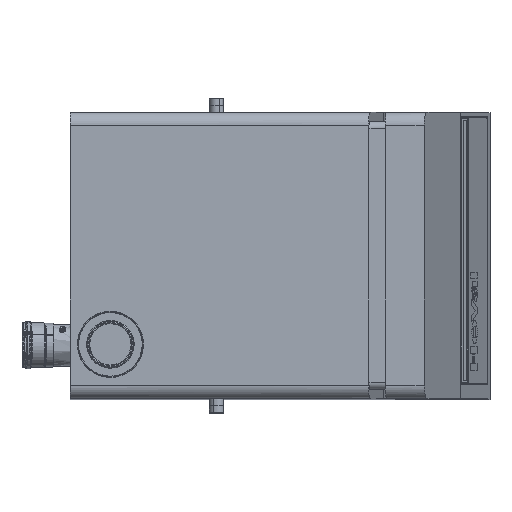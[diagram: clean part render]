
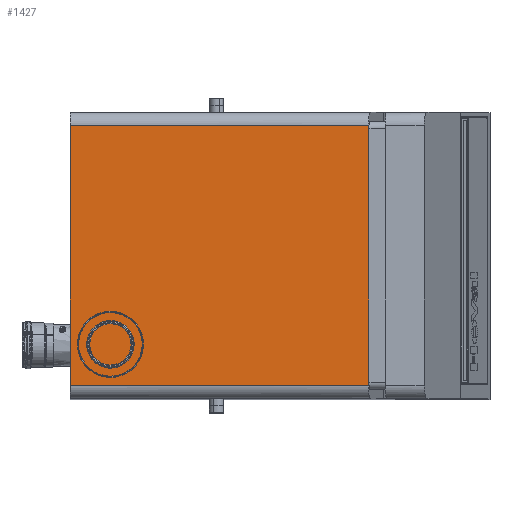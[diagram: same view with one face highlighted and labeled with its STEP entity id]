
A CAD part, top view. The second image highlights one B-rep face of the part: STEP entity #1427.
In plain terms, the highlighted planar face has unit normal (0, 0, 1).
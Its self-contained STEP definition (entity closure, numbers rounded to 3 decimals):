
#1368=CARTESIAN_POINT('Vertex',(-77.357,-306.5,1685.)) ;
#1371=CARTESIAN_POINT('Line Origine',(-361.856,-306.5,1685.)) ;
#1375=CARTESIAN_POINT('Vertex',(-781.,-306.5,1685.)) ;
#1397=CARTESIAN_POINT('Axis2P3D Location',(-77.357,0.,1685.)) ;
#1402=CARTESIAN_POINT('Line Origine',(-429.179,306.5,1685.)) ;
#1406=CARTESIAN_POINT('Vertex',(-781.,306.5,1685.)) ;
#1408=CARTESIAN_POINT('Vertex',(-77.357,306.5,1685.)) ;
#1411=CARTESIAN_POINT('Line Origine',(-781.,0.,1685.)) ;
#1416=CARTESIAN_POINT('Line Origine',(-77.357,0.,1685.)) ;
#1372=DIRECTION('Vector Direction',(-1.,0.,0.)) ;
#1398=DIRECTION('Axis2P3D Direction',(0.,0.,-1.)) ;
#1399=DIRECTION('Axis2P3D XDirection',(-1.,0.,0.)) ;
#1403=DIRECTION('Vector Direction',(-1.,0.,0.)) ;
#1412=DIRECTION('Vector Direction',(0.,1.,0.)) ;
#1417=DIRECTION('Vector Direction',(0.,1.,0.)) ;
#1400=AXIS2_PLACEMENT_3D('Plane Axis2P3D',#1397,#1398,#1399) ;
#1422=ORIENTED_EDGE('',*,*,#1410,.F.) ;
#1423=ORIENTED_EDGE('',*,*,#1415,.F.) ;
#1424=ORIENTED_EDGE('',*,*,#1377,.T.) ;
#1425=ORIENTED_EDGE('',*,*,#1420,.T.) ;
#1373=VECTOR('Line Direction',#1372,1.) ;
#1404=VECTOR('Line Direction',#1403,1.) ;
#1413=VECTOR('Line Direction',#1412,1.) ;
#1418=VECTOR('Line Direction',#1417,1.) ;
#1427=ADVANCED_FACE('K\X2\00F6\X0\rper.2',(#1426),#1401,.F.) ;
#1377=EDGE_CURVE('',#1376,#1369,#1374,.F.) ;
#1410=EDGE_CURVE('',#1407,#1409,#1405,.F.) ;
#1415=EDGE_CURVE('',#1376,#1407,#1414,.T.) ;
#1420=EDGE_CURVE('',#1369,#1409,#1419,.T.) ;
#1421=EDGE_LOOP('',(#1422,#1423,#1424,#1425)) ;
#1426=FACE_OUTER_BOUND('',#1421,.T.) ;
#1374=LINE('Line',#1371,#1373) ;
#1405=LINE('Line',#1402,#1404) ;
#1414=LINE('Line',#1411,#1413) ;
#1419=LINE('Line',#1416,#1418) ;
#1401=PLANE('',#1400) ;
#1369=VERTEX_POINT('',#1368) ;
#1376=VERTEX_POINT('',#1375) ;
#1407=VERTEX_POINT('',#1406) ;
#1409=VERTEX_POINT('',#1408) ;
